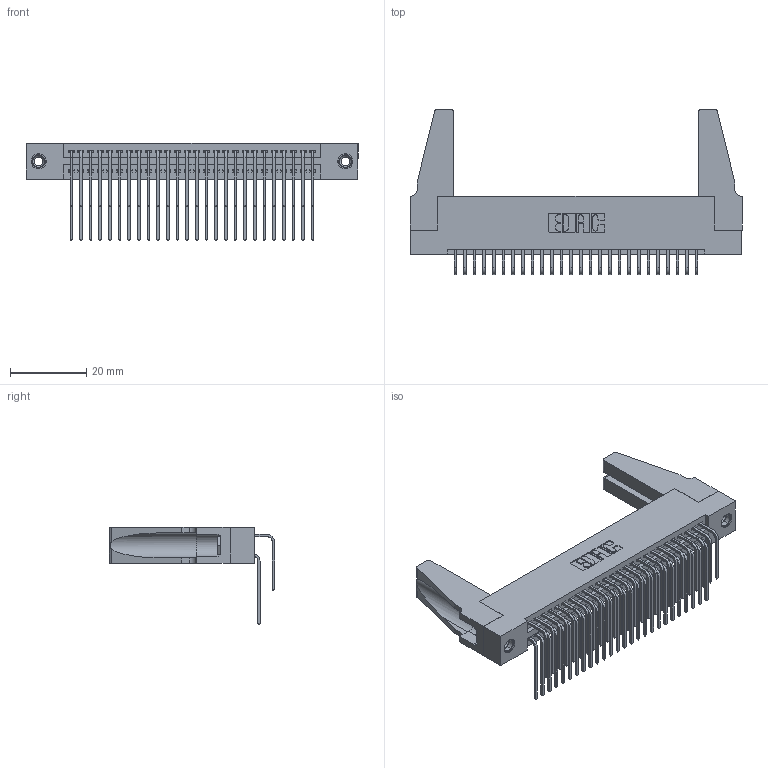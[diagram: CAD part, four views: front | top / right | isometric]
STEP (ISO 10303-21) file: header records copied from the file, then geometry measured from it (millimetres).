
FILE_DESCRIPTION (( 'STEP AP203' ), '1' );
FILE_NAME ('395-052-559-288.STEP', '2019-10-19T15:58:38', ( '' ), ( '' ), 'SwSTEP 2.0', 'SolidWorks 2016', '' );
FILE_SCHEMA (( 'CONFIG_CONTROL_DESIGN' ));
Length unit declared in the file: inch
Products named in the file (6): 345-292-001_559 Tail - 2; 345-250-001_345-250-001-102; 345-220-078_345-220-088; 395-052-559-288; 345 Part_Flush Mounting Lugs - 0.156 Dia-TH; 345-292-001_558 559 Tail - 1
Assembly tree (57 placements, depth 2):
  395-052-559-288
    345 Part_Flush Mounting Lugs - 0.156 Dia-TH
    345-292-001_558 559 Tail - 1  x26
    345-292-001_559 Tail - 2  x26
    345-250-001_345-250-001-102  x2
    345-220-078_345-220-088  x2
Bounding box: 87.27 x 43.42 x 25.53 mm (x, y, z)
Volume: 11881.8 mm3; surface area: 16978.5 mm2
Topology: 57 solids, 57 shells, 2954 faces, 8715 edges, 5730 vertices
Faces by surface type: plane 1972, cylinder 966, cone 12, torus 4
Entity records: 26354 total; most frequent: CARTESIAN_POINT 4473, ORIENTED_EDGE 4316, DIRECTION 3942, EDGE_CURVE 2158, LINE 1840, VECTOR 1840, VERTEX_POINT 1430, AXIS2_PLACEMENT_3D 1051
